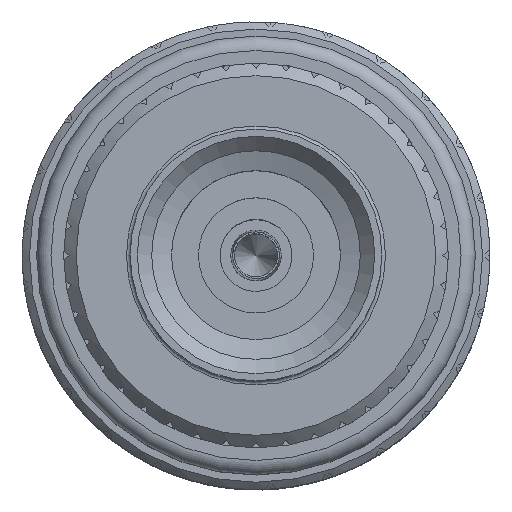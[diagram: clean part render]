
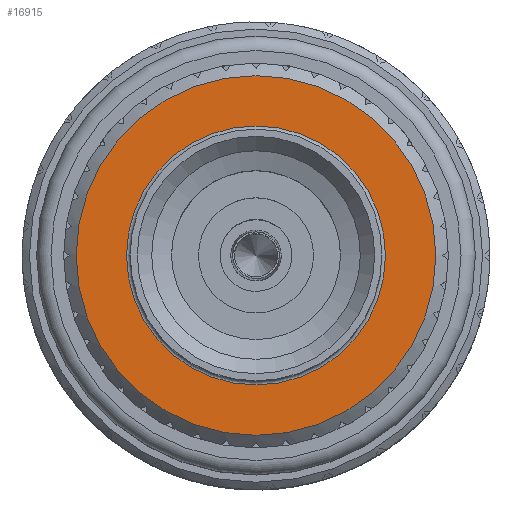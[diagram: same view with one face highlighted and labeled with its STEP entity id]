
A CAD part, top view. The second image highlights one B-rep face of the part: STEP entity #16915.
In plain terms, the highlighted planar face has unit normal (0, 0, 1).
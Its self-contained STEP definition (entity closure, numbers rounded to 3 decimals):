
#16915 = ADVANCED_FACE( '', ( #35222, #35223 ), #35224, .T. );
#35222 = FACE_OUTER_BOUND( '', #212747, .T. );
#35223 = FACE_BOUND( '', #212748, .T. );
#35224 = PLANE( '', #212749 );
#212747 = EDGE_LOOP( '', ( #286241 ) );
#212748 = EDGE_LOOP( '', ( #286242 ) );
#212749 = AXIS2_PLACEMENT_3D( '', #286243, #286244, #286245 );
#286241 = ORIENTED_EDGE( '', *, *, #312401, .T. );
#286242 = ORIENTED_EDGE( '', *, *, #309492, .T. );
#286243 = CARTESIAN_POINT( '', ( 0., 2.75, 3.241 ) );
#286244 = DIRECTION( '', ( 0., 0., 1. ) );
#286245 = DIRECTION( '', ( 1., 0., 0. ) );
#309492 = EDGE_CURVE( '', #337163, #337163, #337164, .F. );
#312401 = EDGE_CURVE( '', #340334, #340334, #340335, .T. );
#337163 = VERTEX_POINT( '', #451642 );
#337164 = CIRCLE( '', #451643, 1.8 );
#340334 = VERTEX_POINT( '', #467158 );
#340335 = CIRCLE( '', #467159, 2.5 );
#451642 = CARTESIAN_POINT( '', ( 1.8, 0., 3.241 ) );
#451643 = AXIS2_PLACEMENT_3D( '', #476414, #476415, #476416 );
#467158 = CARTESIAN_POINT( '', ( 2.5, 0., 3.241 ) );
#467159 = AXIS2_PLACEMENT_3D( '', #476666, #476667, #476668 );
#476414 = CARTESIAN_POINT( '', ( 0., 0., 3.241 ) );
#476415 = DIRECTION( '', ( 0., 0., 1. ) );
#476416 = DIRECTION( '', ( 1., 0., 0. ) );
#476666 = CARTESIAN_POINT( '', ( 0., 0., 3.241 ) );
#476667 = DIRECTION( '', ( 0., 0., 1. ) );
#476668 = DIRECTION( '', ( 1., 0., 0. ) );
